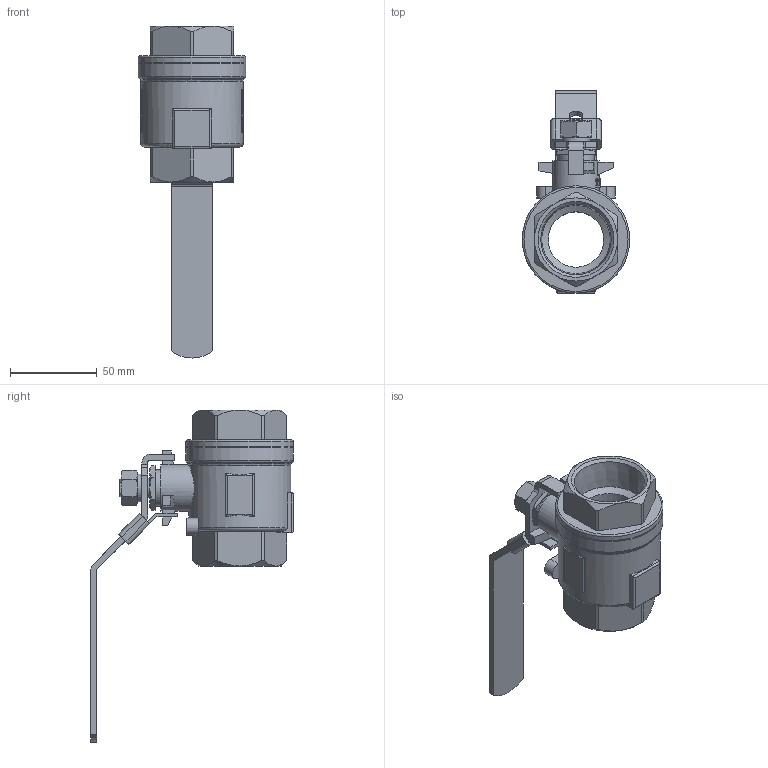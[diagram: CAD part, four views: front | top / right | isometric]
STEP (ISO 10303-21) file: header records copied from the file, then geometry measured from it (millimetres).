
FILE_DESCRIPTION(/* description */ ('STEP AP214'),/* implementation_level */ '2;1');
FILE_NAME(/* name */ '4745220_VZBE-11_4-T-63-D-2-M-V15V15',/* time_stamp */ '2024-09-18T01:39:56+02:00',/* author */ ('License CC BY-ND 4.0'),/* organization */ ('CADENAS'),/* preprocessor_version */ 'ST-DEVELOPER v19.3',/* originating_system */ 'PARTsolutions',/* authorisation */ ' ');
FILE_SCHEMA (('AUTOMOTIVE_DESIGN {1 0 10303 214 3 1 1}'));
Length unit declared in the file: millimetre
Products named in the file (1): 4745220 VZBE-11/4-T-63-D-2-M-V15V15
Bounding box: 62 x 117 x 191.5 mm (x, y, z)
Volume: 167896.6 mm3; surface area: 46580.8 mm2
Topology: 1 solids, 1 shells, 270 faces, 695 edges, 442 vertices
Faces by surface type: plane 171, cylinder 47, cone 46, torus 6
Full cylindrical faces by diameter (mm): 8 x1, 11.112 x1, 16 x1, 21 x1, 27 x1, 32 x1, 59 x1, 62 x2
Entity records: 8146 total; most frequent: CARTESIAN_POINT 1752, ORIENTED_EDGE 1322, DIRECTION 1278, EDGE_CURVE 661, AXIS2_PLACEMENT_3D 452, VERTEX_POINT 434, LINE 374, VECTOR 374
